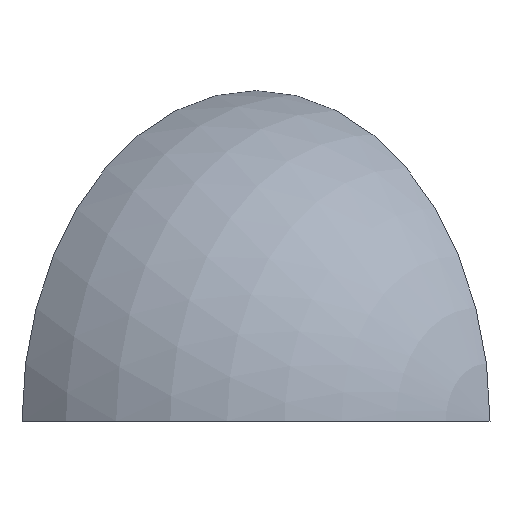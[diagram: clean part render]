
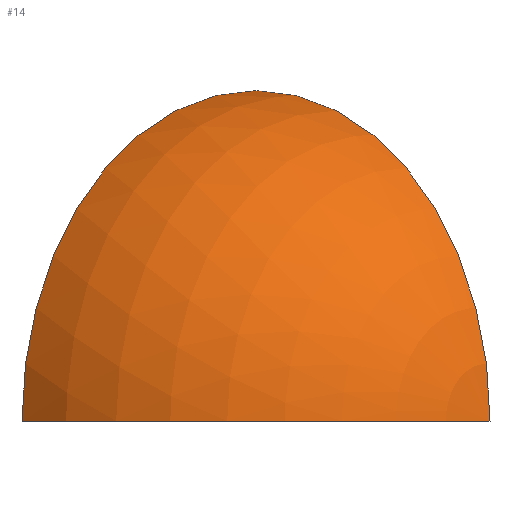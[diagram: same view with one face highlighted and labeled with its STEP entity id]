
A CAD part, top view. The second image highlights one B-rep face of the part: STEP entity #14.
In plain terms, the highlighted spherical face has radius 52.324 mm.
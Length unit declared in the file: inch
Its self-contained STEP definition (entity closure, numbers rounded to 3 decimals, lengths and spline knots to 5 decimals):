
#1 = DIRECTION ( 'NONE',  ( 0.707, 0., 0.707 ) ) ;
#3 = CARTESIAN_POINT ( 'NONE',  ( 0., 0.64579, -1.41421 ) ) ;
#5 = DIRECTION ( 'NONE',  ( 0.707, 0., 0.707 ) ) ;
#6 = EDGE_CURVE ( 'NONE', #85, #94, #83, .T. ) ;
#10 = DIRECTION ( 'NONE',  ( 0., 0., 1. ) ) ;
#14 = ADVANCED_FACE ( 'NONE', ( #209 ), #67, .T. ) ;
#18 = DIRECTION ( 'NONE',  ( -0.707, 0., 0.707 ) ) ;
#27 = AXIS2_PLACEMENT_3D ( 'NONE', #105, #156, #18 ) ;
#36 = AXIS2_PLACEMENT_3D ( 'NONE', #158, #5, #185 ) ;
#38 = DIRECTION ( 'NONE',  ( 0.707, 0., -0.707 ) ) ;
#67 = SPHERICAL_SURFACE ( 'NONE', #36, 2.06 ) ;
#82 = CARTESIAN_POINT ( 'NONE',  ( 0., -1.41421, -1.41421 ) ) ;
#83 = CIRCLE ( 'NONE', #131, 2.06 ) ;
#85 = VERTEX_POINT ( 'NONE', #168 ) ;
#94 = VERTEX_POINT ( 'NONE', #106 ) ;
#98 = ORIENTED_EDGE ( 'NONE', *, *, #115, .T. ) ;
#104 = CARTESIAN_POINT ( 'NONE',  ( 0., -1.41421, -1.41421 ) ) ;
#105 = CARTESIAN_POINT ( 'NONE',  ( 0., -1.41421, -1.41421 ) ) ;
#106 = CARTESIAN_POINT ( 'NONE',  ( 1.45664, -1.41421, 0.04243 ) ) ;
#115 = EDGE_CURVE ( 'NONE', #116, #85, #210, .T. ) ;
#116 = VERTEX_POINT ( 'NONE', #3 ) ;
#131 = AXIS2_PLACEMENT_3D ( 'NONE', #82, #165, #10 ) ;
#139 = EDGE_LOOP ( 'NONE', ( #212, #98, #193 ) ) ;
#141 = EDGE_CURVE ( 'NONE', #116, #94, #177, .T. ) ;
#146 = AXIS2_PLACEMENT_3D ( 'NONE', #104, #38, #1 ) ;
#156 = DIRECTION ( 'NONE',  ( 0.707, 0., 0.707 ) ) ;
#158 = CARTESIAN_POINT ( 'NONE',  ( 0., -1.41421, -1.41421 ) ) ;
#165 = DIRECTION ( 'NONE',  ( 0., 1., 0. ) ) ;
#168 = CARTESIAN_POINT ( 'NONE',  ( -1.45664, -1.41421, 0.04243 ) ) ;
#177 = CIRCLE ( 'NONE', #146, 2.06 ) ;
#185 = DIRECTION ( 'NONE',  ( -0.707, 0., 0.707 ) ) ;
#193 = ORIENTED_EDGE ( 'NONE', *, *, #6, .T. ) ;
#209 = FACE_OUTER_BOUND ( 'NONE', #139, .T. ) ;
#210 = CIRCLE ( 'NONE', #27, 2.06 ) ;
#212 = ORIENTED_EDGE ( 'NONE', *, *, #141, .F. ) ;
